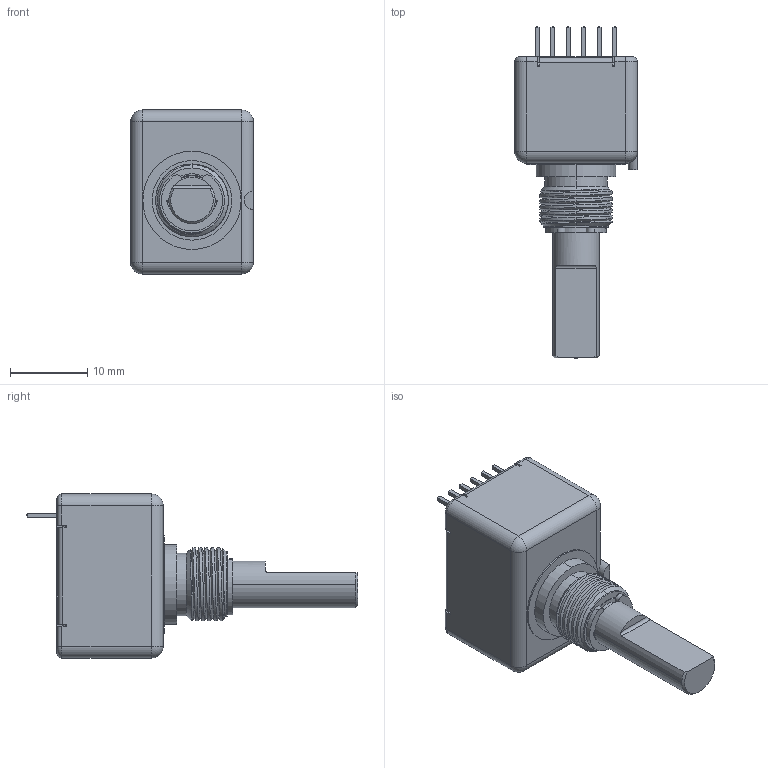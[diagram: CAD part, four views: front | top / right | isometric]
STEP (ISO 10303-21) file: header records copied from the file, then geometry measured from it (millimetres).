
FILE_DESCRIPTION((''),'2;1');
FILE_NAME('C-1035-04_OUTLINE_ASM','2021-02-10T08:43:04',('LUISC1'),(''),'CREO PARAMETRIC BY PTC INC, 2018050','CREO PARAMETRIC BY PTC INC, 2018050','');
FILE_SCHEMA(('CONFIG_CONTROL_DESIGN'));
Length unit declared in the file: inch
Products named in the file (12): STAKED; 03180-33003_BUSHING; 04826-07301_SHAFT; 02371-61207_SHAFT_ASSEMBLY_ASM; 35200-07928; 14732-00203; 03158-12601; 04916-33110; 01174-11400_ASM; UV_EPOXY; 03256-73500; C-1035-04_OUTLINE_ASM
Assembly tree (16 placements, depth 3):
  C-1035-04_OUTLINE_ASM
    STAKED
    03180-33003_BUSHING
    02371-61207_SHAFT_ASSEMBLY_ASM
      04826-07301_SHAFT
    35200-07928
    14732-00203
    01174-11400_ASM
      03158-12601
      04916-33110  x6
    UV_EPOXY
    03256-73500
Bounding box: 15.88 x 42.88 x 21.21 mm (x, y, z)
Volume: 3970.1 mm3; surface area: 6510 mm2
Topology: 14 solids, 14 shells, 2214 faces, 5878 edges, 3731 vertices
Faces by surface type: plane 1680, cylinder 325, cone 137, bspline 54, sphere 10, torus 8
Entity records: 63140 total; most frequent: CARTESIAN_POINT 14426, ORIENTED_EDGE 10304, DIRECTION 10034, EDGE_CURVE 5152, AXIS2_PLACEMENT_3D 3351, VECTOR 3332, LINE 3332, VERTEX_POINT 3291
